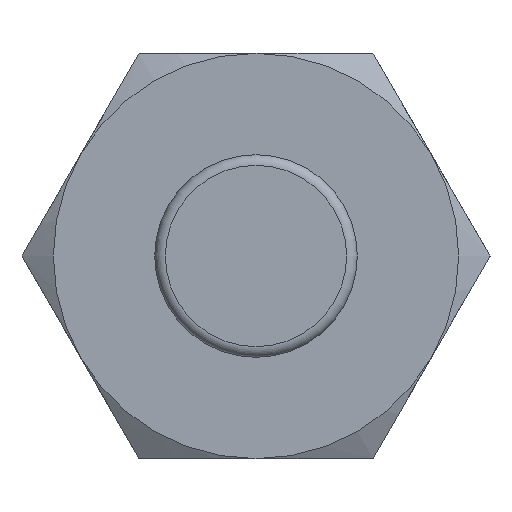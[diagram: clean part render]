
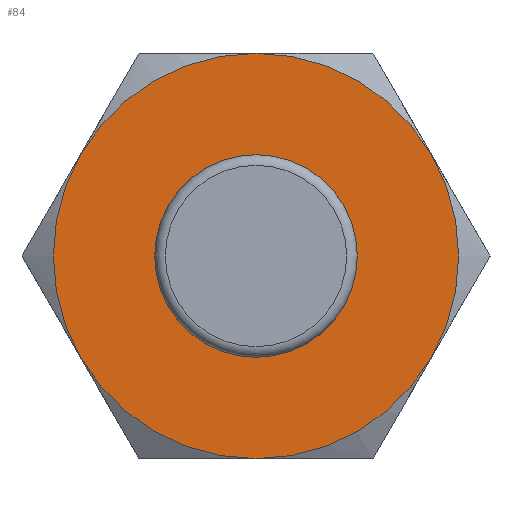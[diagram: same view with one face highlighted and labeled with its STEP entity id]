
A CAD part, left-side view. The second image highlights one B-rep face of the part: STEP entity #84.
In plain terms, the highlighted planar face has unit normal (-1, 0, 0).
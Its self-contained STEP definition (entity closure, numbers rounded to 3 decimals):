
#84 = ADVANCED_FACE( '', ( #134, #135 ), #136, .F. );
#134 = FACE_BOUND( '', #219, .T. );
#135 = FACE_OUTER_BOUND( '', #220, .T. );
#136 = PLANE( '', #221 );
#219 = EDGE_LOOP( '', ( #347 ) );
#220 = EDGE_LOOP( '', ( #348, #349, #350, #351, #352, #353 ) );
#221 = AXIS2_PLACEMENT_3D( '', #354, #355, #356 );
#347 = ORIENTED_EDGE( '', *, *, #561, .T. );
#348 = ORIENTED_EDGE( '', *, *, #562, .T. );
#349 = ORIENTED_EDGE( '', *, *, #549, .T. );
#350 = ORIENTED_EDGE( '', *, *, #563, .T. );
#351 = ORIENTED_EDGE( '', *, *, #564, .T. );
#352 = ORIENTED_EDGE( '', *, *, #565, .T. );
#353 = ORIENTED_EDGE( '', *, *, #566, .T. );
#354 = CARTESIAN_POINT( '', ( -9., 16.454, 9.5 ) );
#355 = DIRECTION( '', ( 1., 0., 0. ) );
#356 = DIRECTION( '', ( 0., 1., 0. ) );
#549 = EDGE_CURVE( '', #633, #631, #634, .F. );
#561 = EDGE_CURVE( '', #653, #653, #654, .T. );
#562 = EDGE_CURVE( '', #655, #633, #656, .F. );
#563 = EDGE_CURVE( '', #631, #657, #658, .F. );
#564 = EDGE_CURVE( '', #657, #659, #660, .F. );
#565 = EDGE_CURVE( '', #659, #661, #662, .F. );
#566 = EDGE_CURVE( '', #661, #655, #663, .F. );
#631 = VERTEX_POINT( '', #838 );
#633 = VERTEX_POINT( '', #845 );
#634 = CIRCLE( '', #846, 9.5 );
#653 = VERTEX_POINT( '', #911 );
#654 = CIRCLE( '', #912, 4.75 );
#655 = VERTEX_POINT( '', #913 );
#656 = CIRCLE( '', #914, 9.5 );
#657 = VERTEX_POINT( '', #915 );
#658 = CIRCLE( '', #916, 9.5 );
#659 = VERTEX_POINT( '', #917 );
#660 = CIRCLE( '', #918, 9.5 );
#661 = VERTEX_POINT( '', #919 );
#662 = CIRCLE( '', #920, 9.5 );
#663 = CIRCLE( '', #921, 9.5 );
#838 = CARTESIAN_POINT( '', ( -9., -8.227, -4.75 ) );
#845 = CARTESIAN_POINT( '', ( -9., 0., -9.5 ) );
#846 = AXIS2_PLACEMENT_3D( '', #1136, #1137, #1138 );
#911 = CARTESIAN_POINT( '', ( -9., -2.375, 4.114 ) );
#912 = AXIS2_PLACEMENT_3D( '', #1145, #1146, #1147 );
#913 = CARTESIAN_POINT( '', ( -9., 8.227, -4.75 ) );
#914 = AXIS2_PLACEMENT_3D( '', #1148, #1149, #1150 );
#915 = CARTESIAN_POINT( '', ( -9., -8.227, 4.75 ) );
#916 = AXIS2_PLACEMENT_3D( '', #1151, #1152, #1153 );
#917 = CARTESIAN_POINT( '', ( -9., 0., 9.5 ) );
#918 = AXIS2_PLACEMENT_3D( '', #1154, #1155, #1156 );
#919 = CARTESIAN_POINT( '', ( -9., 8.227, 4.75 ) );
#920 = AXIS2_PLACEMENT_3D( '', #1157, #1158, #1159 );
#921 = AXIS2_PLACEMENT_3D( '', #1160, #1161, #1162 );
#1136 = CARTESIAN_POINT( '', ( -9., 0., 0. ) );
#1137 = DIRECTION( '', ( 1., 0., 0. ) );
#1138 = DIRECTION( '', ( 0., 1., 0. ) );
#1145 = CARTESIAN_POINT( '', ( -9., 0., 0. ) );
#1146 = DIRECTION( '', ( 1., 0., 0. ) );
#1147 = DIRECTION( '', ( 0., -0.5, 0.866 ) );
#1148 = CARTESIAN_POINT( '', ( -9., 0., 0. ) );
#1149 = DIRECTION( '', ( 1., 0., 0. ) );
#1150 = DIRECTION( '', ( 0., 1., 0. ) );
#1151 = CARTESIAN_POINT( '', ( -9., 0., 0. ) );
#1152 = DIRECTION( '', ( 1., 0., 0. ) );
#1153 = DIRECTION( '', ( 0., 1., 0. ) );
#1154 = CARTESIAN_POINT( '', ( -9., 0., 0. ) );
#1155 = DIRECTION( '', ( 1., 0., 0. ) );
#1156 = DIRECTION( '', ( 0., 1., 0. ) );
#1157 = CARTESIAN_POINT( '', ( -9., 0., 0. ) );
#1158 = DIRECTION( '', ( 1., 0., 0. ) );
#1159 = DIRECTION( '', ( 0., 1., 0. ) );
#1160 = CARTESIAN_POINT( '', ( -9., 0., 0. ) );
#1161 = DIRECTION( '', ( 1., 0., 0. ) );
#1162 = DIRECTION( '', ( 0., 1., 0. ) );
